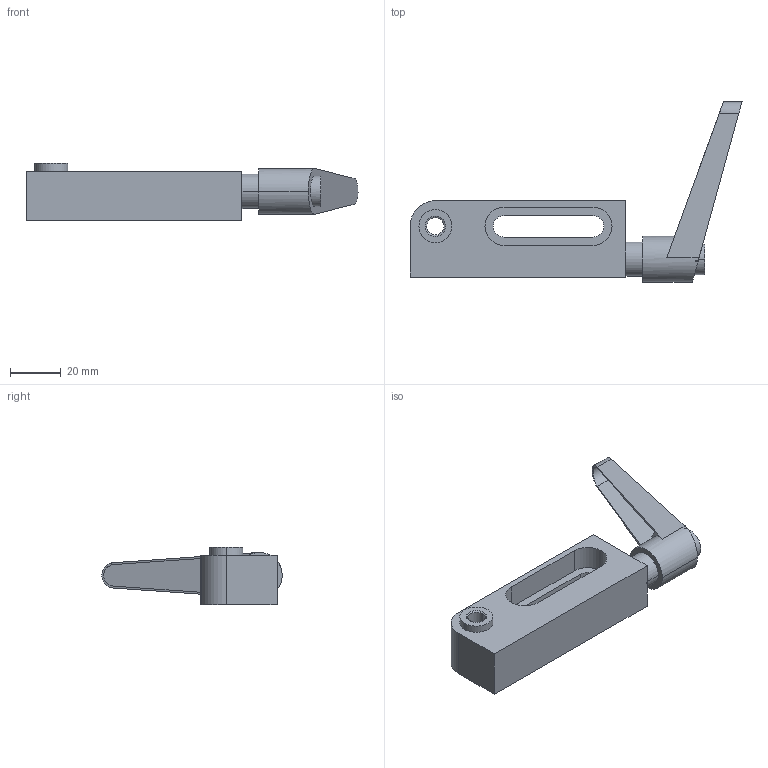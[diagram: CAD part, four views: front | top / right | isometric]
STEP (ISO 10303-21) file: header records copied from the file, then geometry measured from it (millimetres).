
FILE_DESCRIPTION(('STEP AP214'),'1');
FILE_NAME(' ',' ',('TraceParts'),('TraceParts S.A.'),'XStep 1.0',' ',' ');
FILE_SCHEMA(('automotive_design'));
Length unit declared in the file: millimetre
Products named in the file (3): 1; 2; 3
Bounding box: 130.66 x 70.99 x 22.5 mm (x, y, z)
Volume: 46654.4 mm3; surface area: 18751.1 mm2
Topology: 3 solids, 4 shells, 71 faces, 174 edges, 113 vertices
Faces by surface type: plane 39, cylinder 22, cone 10
Entity records: 4133 total; most frequent: CARTESIAN_POINT 373, DIRECTION 372, STYLED_ITEM 357, PRESENTATION_STYLE_ASSIGNMENT 357, COLOUR_RGB 357, ORIENTED_EDGE 340, EDGE_CURVE 170, CURVE_STYLE 170
